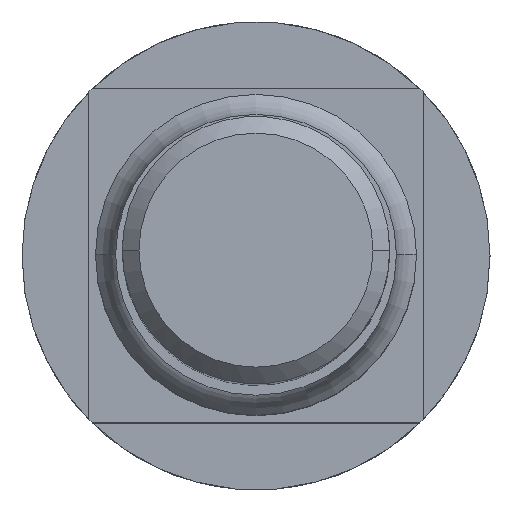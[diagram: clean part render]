
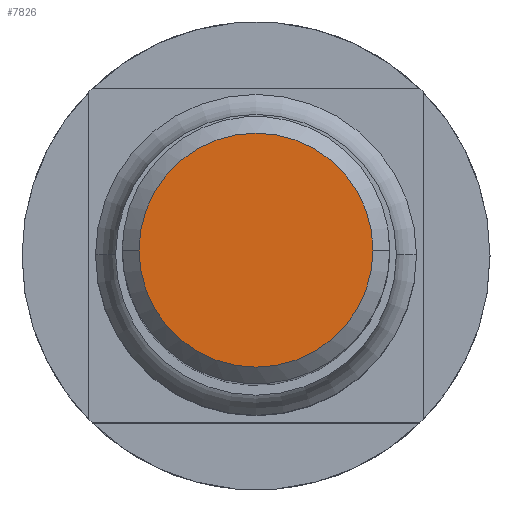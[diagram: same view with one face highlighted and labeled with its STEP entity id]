
A CAD part, top view. The second image highlights one B-rep face of the part: STEP entity #7826.
In plain terms, the highlighted planar face has unit normal (0, 0, 1).
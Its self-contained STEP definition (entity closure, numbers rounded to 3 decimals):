
#141 = DIRECTION ( 'NONE',  ( -1., 0., 0. ) ) ;
#198 = DIRECTION ( 'NONE',  ( 0., 0., 1. ) ) ;
#459 = FACE_OUTER_BOUND ( 'NONE', #9190, .T. ) ;
#1057 = EDGE_CURVE ( 'NONE', #5556, #10822, #8896, .T. ) ;
#1659 = DIRECTION ( 'NONE',  ( -1., 0., 0. ) ) ;
#1929 = AXIS2_PLACEMENT_3D ( 'NONE', #8779, #198, #141 ) ;
#2779 = ORIENTED_EDGE ( 'NONE', *, *, #1057, .T. ) ;
#2799 = CARTESIAN_POINT ( 'NONE',  ( -0.35, 0., 8. ) ) ;
#3822 = CARTESIAN_POINT ( 'NONE',  ( 0.35, 0., 8. ) ) ;
#4136 = CIRCLE ( 'NONE', #1929, 0.35 ) ;
#4420 = EDGE_CURVE ( 'NONE', #10822, #5556, #4136, .T. ) ;
#4449 = CARTESIAN_POINT ( 'NONE',  ( 0., 0., 8. ) ) ;
#4688 = AXIS2_PLACEMENT_3D ( 'NONE', #9381, #7241, #1659 ) ;
#5098 = ORIENTED_EDGE ( 'NONE', *, *, #4420, .T. ) ;
#5556 = VERTEX_POINT ( 'NONE', #2799 ) ;
#7241 = DIRECTION ( 'NONE',  ( 0., 0., 1. ) ) ;
#7826 = ADVANCED_FACE ( 'NONE', ( #459 ), #8974, .F. ) ;
#8779 = CARTESIAN_POINT ( 'NONE',  ( 0., 0., 8. ) ) ;
#8896 = CIRCLE ( 'NONE', #4688, 0.35 ) ;
#8974 = PLANE ( 'NONE',  #10930 ) ;
#9030 = DIRECTION ( 'NONE',  ( -1., 0., 0. ) ) ;
#9190 = EDGE_LOOP ( 'NONE', ( #2779, #5098 ) ) ;
#9214 = DIRECTION ( 'NONE',  ( 0., 0., -1. ) ) ;
#9381 = CARTESIAN_POINT ( 'NONE',  ( 0., 0., 8. ) ) ;
#10822 = VERTEX_POINT ( 'NONE', #3822 ) ;
#10930 = AXIS2_PLACEMENT_3D ( 'NONE', #4449, #9214, #9030 ) ;
